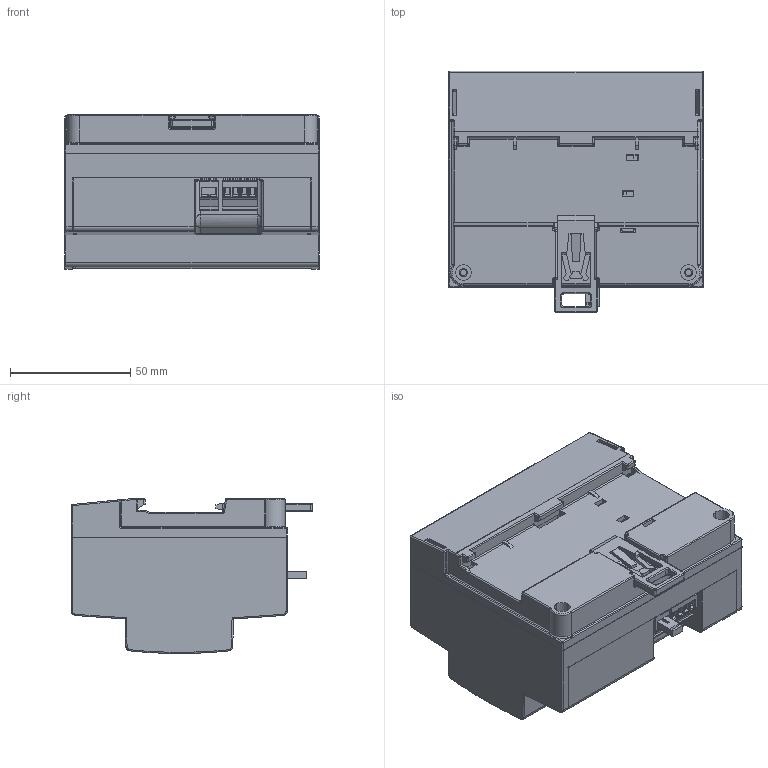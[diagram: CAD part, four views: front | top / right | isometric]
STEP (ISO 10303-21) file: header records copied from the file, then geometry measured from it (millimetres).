
FILE_DESCRIPTION(('CATIA V5 STEP Exchange'),'2;1');
FILE_NAME('RE4679801_DIN RAIL CARTRIDGE GROUP.stp','2019-10-03T15:08:45+00:00',('none'),('none'),'CATIA Version 5 Release 20 SP 6 (IN-10)','CATIA V5 STEP AP214','none');
FILE_SCHEMA(('AUTOMOTIVE_DESIGN { 1 0 10303 214 1 1 1 1 }'));
Products named in the file (1): RE4679801_DIN RAIL CARTRIDGE GROUP.CATProduct_AllCATPart
Bounding box: 106.2 x 100.57 x 64.5 mm (x, y, z)
Volume: 119063.2 mm3; surface area: 124706.2 mm2
Topology: 10 solids, 10 shells, 3383 faces, 8594 edges, 4955 vertices
Faces by surface type: cylinder 1360, plane 1210, sphere 313, bspline 311, torus 150, extrusion 34, cone 5
Entity records: 132227 total; most frequent: CARTESIAN_POINT 42127, ORIENTED_EDGE 16520, DIRECTION 11991, EDGE_CURVE 8260, VERTEX_POINT 4955, AXIS2_PLACEMENT_3D 4811, VECTOR 4494, LINE 4460
